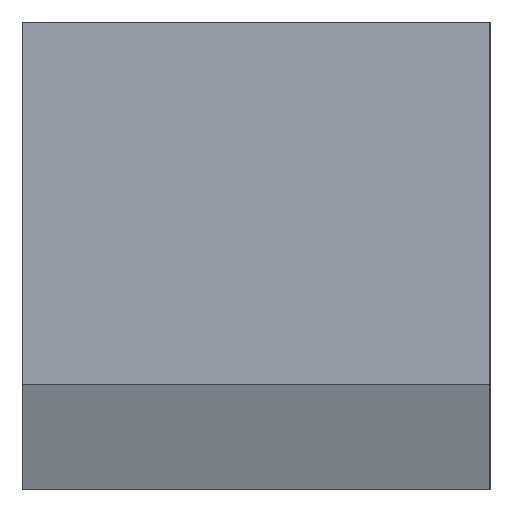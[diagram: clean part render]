
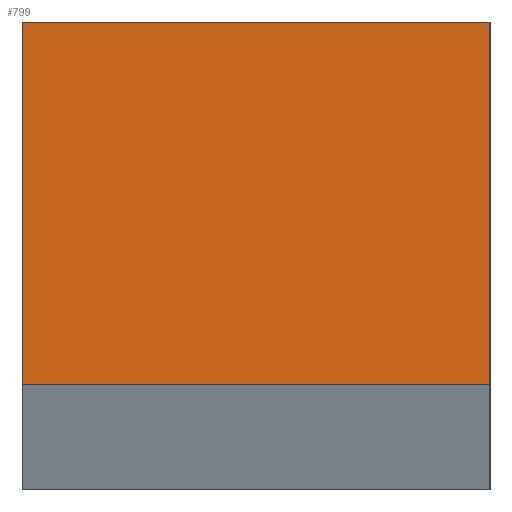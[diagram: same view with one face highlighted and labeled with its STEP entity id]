
A CAD part, left-side view. The second image highlights one B-rep face of the part: STEP entity #799.
In plain terms, the highlighted planar face has unit normal (-1, 0, 0).
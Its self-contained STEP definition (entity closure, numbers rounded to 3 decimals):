
#799=ADVANCED_FACE('NONE',(#1975),#1976,.F.);
#1975=FACE_OUTER_BOUND('',#3525,.T.);
#1976=PLANE('',#3526);
#3525=EDGE_LOOP('',(#6735,#6736,#6737,#6738));
#3526=AXIS2_PLACEMENT_3D('',#6739,#6740,#6741);
#6735=ORIENTED_EDGE('',*,*,#11218,.F.);
#6736=ORIENTED_EDGE('',*,*,#9812,.F.);
#6737=ORIENTED_EDGE('',*,*,#11219,.F.);
#6738=ORIENTED_EDGE('',*,*,#10829,.T.);
#6739=CARTESIAN_POINT('',(0.0,0.0,25.0));
#6740=DIRECTION('',(1.0,0.0,0.0));
#6741=DIRECTION('',(0.0,1.0,-0.0));
#9812=EDGE_CURVE('NONE',#11866,#11868,#11869,.T.);
#10829=EDGE_CURVE('NONE',#13901,#13899,#13902,.T.);
#11218=EDGE_CURVE('NONE',#11868,#13899,#14293,.T.);
#11219=EDGE_CURVE('NONE',#13901,#11866,#14294,.T.);
#11866=VERTEX_POINT('NONE',#14944);
#11868=VERTEX_POINT('NONE',#14947);
#11869=LINE('',#14948,#14949);
#13899=VERTEX_POINT('NONE',#17993);
#13901=VERTEX_POINT('NONE',#17996);
#13902=LINE('',#17997,#17998);
#14293=LINE('',#18648,#18649);
#14294=LINE('',#18650,#18651);
#14944=CARTESIAN_POINT('',(0.0,0.0,25.0));
#14947=CARTESIAN_POINT('',(0.0,0.0,5.625));
#14948=CARTESIAN_POINT('',(0.0,0.0,25.0));
#14949=VECTOR('',#19548,1000.0);
#17993=CARTESIAN_POINT('',(0.0,25.0,5.625));
#17996=CARTESIAN_POINT('',(0.0,25.0,25.0));
#17997=CARTESIAN_POINT('',(0.0,25.0,25.0));
#17998=VECTOR('',#20564,1000.0);
#18648=CARTESIAN_POINT('',(0.0,0.0,5.625));
#18649=VECTOR('',#20824,1000.0);
#18650=CARTESIAN_POINT('',(0.0,0.0,25.0));
#18651=VECTOR('',#20825,1000.0);
#19548=DIRECTION('',(-0.0,-0.0,-1.0));
#20564=DIRECTION('',(-0.0,-0.0,-1.0));
#20824=DIRECTION('',(0.0,1.0,0.0));
#20825=DIRECTION('',(-0.0,-1.0,-0.0));
